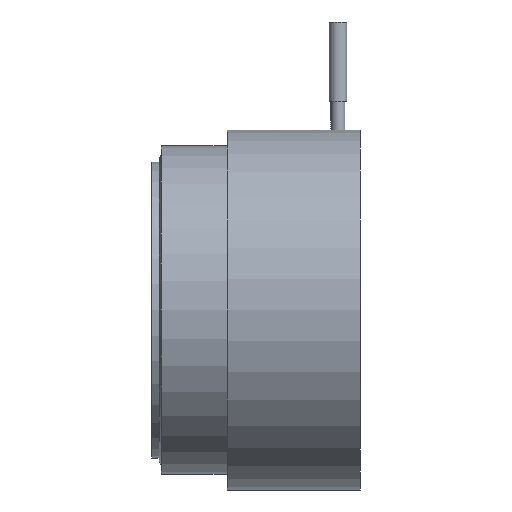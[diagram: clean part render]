
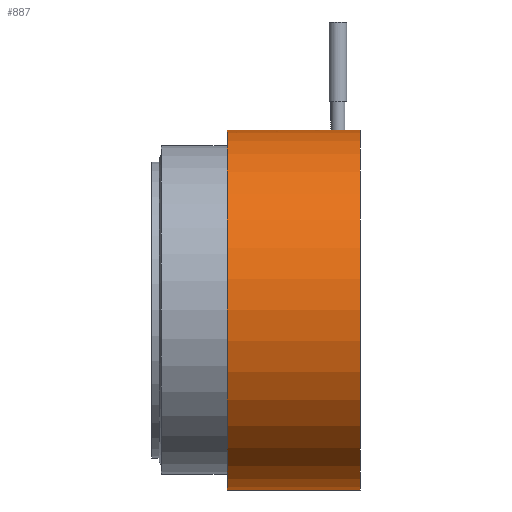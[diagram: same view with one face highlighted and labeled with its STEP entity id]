
A CAD part, front view. The second image highlights one B-rep face of the part: STEP entity #887.
In plain terms, the highlighted cylindrical face has radius 57.15 mm (diameter 114.3 mm), a partial arc.
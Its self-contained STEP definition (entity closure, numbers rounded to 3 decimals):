
#702=CARTESIAN_POINT('POINT150',(61.405,0.,
   57.15));
#703=VERTEX_POINT('VERTEX150',#702);
#711=CARTESIAN_POINT('POINT151',(56.96,0.,
   57.15));
#712=VERTEX_POINT('VERTEX151',#711);
#719=CARTESIAN_POINT('POINT152',(59.182,-2.223,
   57.107));
#720=VERTEX_POINT('VERTEX152',#719);
#721=B_SPLINE_CURVE_WITH_KNOTS('SPLINE_CRV4',3,(#722,#723,#724,#725,#726
   ,#727,#728,#729,#730,#731),.UNSPECIFIED.,.F.,.F.,(4,2,2,2,4),(
   0.,0.033,0.066,
   0.099,0.132),.UNSPECIFIED.);
#722=CARTESIAN_POINT('',(59.182,-2.223,57.107)
   );
#723=CARTESIAN_POINT('',(58.903,-2.223,
   57.107));
#724=CARTESIAN_POINT('',(58.605,-2.167,
   57.109));
#725=CARTESIAN_POINT('',(58.058,-1.94,
   57.117));
#726=CARTESIAN_POINT('',(57.808,-1.769,
   57.123));
#727=CARTESIAN_POINT('',(57.413,-1.374,
   57.134));
#728=CARTESIAN_POINT('',(57.242,-1.124,
   57.14));
#729=CARTESIAN_POINT('',(57.015,-0.577,
   57.148));
#730=CARTESIAN_POINT('',(56.96,-0.279,57.15)
   );
#731=CARTESIAN_POINT('',(56.96,0.,57.15)
   );
#732=EDGE_CURVE('EDGE249',#720,#712,#721,.T.);
#734=B_SPLINE_CURVE_WITH_KNOTS('SPLINE_CRV5',3,(#735,#736,#737,#738,#739
   ,#740,#741,#742,#743,#744),.UNSPECIFIED.,.F.,.F.,(4,2,2,2,4),(
   0.396,0.429,0.461,
   0.494,0.527),.UNSPECIFIED.);
#735=CARTESIAN_POINT('',(61.405,0.,57.15))
   ;
#736=CARTESIAN_POINT('',(61.405,-0.279,57.15)
   );
#737=CARTESIAN_POINT('',(61.349,-0.577,
   57.148));
#738=CARTESIAN_POINT('',(61.122,-1.124,
   57.14));
#739=CARTESIAN_POINT('',(60.951,-1.374,
   57.134));
#740=CARTESIAN_POINT('',(60.556,-1.769,
   57.123));
#741=CARTESIAN_POINT('',(60.306,-1.94,
   57.117));
#742=CARTESIAN_POINT('',(59.759,-2.167,
   57.109));
#743=CARTESIAN_POINT('',(59.461,-2.223,
   57.107));
#744=CARTESIAN_POINT('',(59.182,-2.223,57.107)
   );
#745=EDGE_CURVE('EDGE250',#703,#720,#734,.T.);
#802=CARTESIAN_POINT('POINT153',(66.294,0.,
   57.15));
#803=VERTEX_POINT('VERTEX153',#802);
#804=CARTESIAN_POINT('POINT154',(66.294,0.,
   -57.15));
#805=VERTEX_POINT('VERTEX154',#804);
#806=CARTESIAN_POINT('POS247',(66.294,0.,0.));
#807=DIRECTION('DIR394',(-1.,0.,0.));
#808=DIRECTION('DIR395',(0.,0.,1.));
#809=AXIS2_PLACEMENT_3D('AXIS148',#806,#807,#808);
#810=CIRCLE('ELLIPSE74',#809,57.15);
#813=EDGE_CURVE('EDGE253',#805,#803,#810,.T.);
#848=CARTESIAN_POINT('POS251',(45.149,0.,
   57.15));
#849=DIRECTION('DIR402',(-1.,0.,0.));
#850=VECTOR('VEC100',#849,1.);
#851=LINE('STRAIGHT100',#848,#850);
#852=EDGE_CURVE('EDGE256',#803,#703,#851,.T.);
#853=ORIENTED_EDGE('COEDGE504',*,*,#852,.T.);
#854=ORIENTED_EDGE('COEDGE505',*,*,#745,.T.);
#855=ORIENTED_EDGE('COEDGE506',*,*,#732,.T.);
#856=CARTESIAN_POINT('POINT157',(24.003,0.,
   57.15));
#857=VERTEX_POINT('VERTEX157',#856);
#858=CARTESIAN_POINT('POS252',(45.149,0.,
   57.15));
#859=DIRECTION('DIR403',(-1.,0.,0.));
#860=VECTOR('VEC101',#859,1.);
#861=LINE('STRAIGHT101',#858,#860);
#862=EDGE_CURVE('EDGE257',#712,#857,#861,.T.);
#863=ORIENTED_EDGE('COEDGE507',*,*,#862,.T.);
#864=CARTESIAN_POINT('POINT158',(24.003,0.,
   -57.15));
#865=VERTEX_POINT('VERTEX158',#864);
#866=CARTESIAN_POINT('POS253',(24.003,0.,0.));
#867=DIRECTION('DIR404',(-1.,0.,0.));
#868=DIRECTION('DIR405',(0.,0.,1.));
#869=AXIS2_PLACEMENT_3D('AXIS152',#866,#867,#868);
#870=CIRCLE('ELLIPSE76',#869,57.15);
#871=EDGE_CURVE('EDGE258',#865,#857,#870,.T.);
#872=ORIENTED_EDGE('COEDGE508',*,*,#871,.F.);
#873=CARTESIAN_POINT('POS254',(45.149,0.,
   -57.15));
#874=DIRECTION('DIR406',(1.,0.,0.));
#875=VECTOR('VEC102',#874,1.);
#876=LINE('STRAIGHT102',#873,#875);
#877=EDGE_CURVE('EDGE259',#865,#805,#876,.T.);
#878=ORIENTED_EDGE('COEDGE509',*,*,#877,.T.);
#879=ORIENTED_EDGE('COEDGE510',*,*,#813,.T.);
#880=EDGE_LOOP('NONE',(#853,#854,#855,#863,#872,#878,#879));
#881=FACE_BOUND('LOOP1',#880,.T.);
#882=CARTESIAN_POINT('POS255',(45.149,0.,0.));
#883=DIRECTION('DIR407',(-1.,0.,0.));
#884=DIRECTION('DIR408',(0.,0.,1.));
#885=AXIS2_PLACEMENT_3D('AXIS153',#882,#883,#884);
#886=CYLINDRICAL_SURFACE('CONE_SURF50',#885,57.15);
#887=ADVANCED_FACE('FACE126',(#881),#886,.T.);
